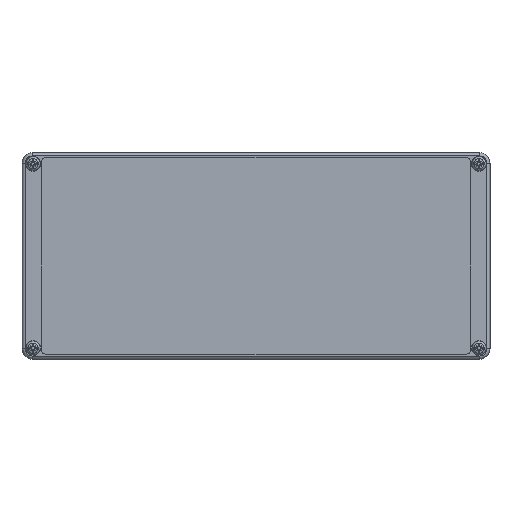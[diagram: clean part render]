
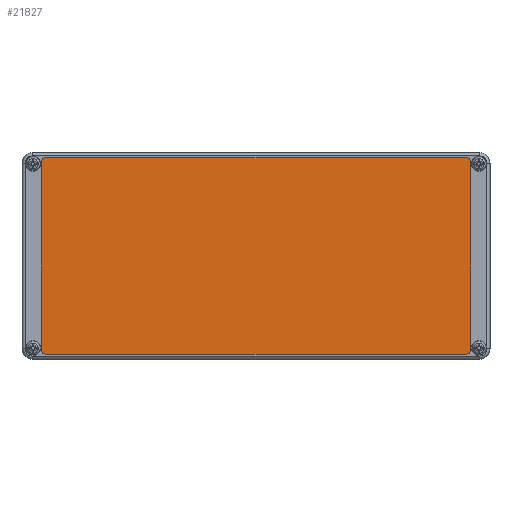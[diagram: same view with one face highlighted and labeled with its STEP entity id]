
A CAD part, top view. The second image highlights one B-rep face of the part: STEP entity #21827.
In plain terms, the highlighted face is planar.
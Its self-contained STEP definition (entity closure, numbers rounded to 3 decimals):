
#710=PLANE('',#24114);
#1638=CIRCLE('',#24108,3.5);
#1640=CIRCLE('',#24112,3.5);
#1642=CIRCLE('',#24115,3.5);
#1643=CIRCLE('',#24116,3.5);
#3711=FACE_OUTER_BOUND('',#5193,.T.);
#5193=EDGE_LOOP('',(#17080,#17081,#17082,#17083,#17084,#17085,#17086,#17087));
#6721=LINE('',#37869,#8064);
#6726=LINE('',#37883,#8069);
#6727=LINE('',#37885,#8070);
#6728=LINE('',#37889,#8071);
#8064=VECTOR('',#29357,10.);
#8069=VECTOR('',#29370,10.);
#8070=VECTOR('',#29371,10.);
#8071=VECTOR('',#29374,10.);
#9713=VERTEX_POINT('',#37859);
#9714=VERTEX_POINT('',#37860);
#9717=VERTEX_POINT('',#37868);
#9719=VERTEX_POINT('',#37874);
#9720=VERTEX_POINT('',#37875);
#9723=VERTEX_POINT('',#37884);
#9724=VERTEX_POINT('',#37886);
#9725=VERTEX_POINT('',#37888);
#12269=EDGE_CURVE('',#9713,#9714,#1638,.T.);
#12273=EDGE_CURVE('',#9713,#9717,#6721,.T.);
#12276=EDGE_CURVE('',#9719,#9720,#1640,.T.);
#12280=EDGE_CURVE('',#9719,#9714,#6726,.T.);
#12281=EDGE_CURVE('',#9723,#9720,#6727,.T.);
#12282=EDGE_CURVE('',#9723,#9724,#1642,.T.);
#12283=EDGE_CURVE('',#9725,#9724,#6728,.T.);
#12284=EDGE_CURVE('',#9725,#9717,#1643,.T.);
#17080=ORIENTED_EDGE('',*,*,#12269,.T.);
#17081=ORIENTED_EDGE('',*,*,#12280,.F.);
#17082=ORIENTED_EDGE('',*,*,#12276,.T.);
#17083=ORIENTED_EDGE('',*,*,#12281,.F.);
#17084=ORIENTED_EDGE('',*,*,#12282,.T.);
#17085=ORIENTED_EDGE('',*,*,#12283,.F.);
#17086=ORIENTED_EDGE('',*,*,#12284,.T.);
#17087=ORIENTED_EDGE('',*,*,#12273,.F.);
#21827=ADVANCED_FACE('',(#3711),#710,.F.);
#24108=AXIS2_PLACEMENT_3D('',#37861,#29349,#29350);
#24112=AXIS2_PLACEMENT_3D('',#37876,#29362,#29363);
#24114=AXIS2_PLACEMENT_3D('',#37882,#29368,#29369);
#24115=AXIS2_PLACEMENT_3D('',#37887,#29372,#29373);
#24116=AXIS2_PLACEMENT_3D('',#37890,#29375,#29376);
#29349=DIRECTION('center_axis',(0.,0.,-1.));
#29350=DIRECTION('ref_axis',(-0.707,0.707,0.));
#29357=DIRECTION('',(0.,-1.,0.));
#29362=DIRECTION('center_axis',(0.,0.,-1.));
#29363=DIRECTION('ref_axis',(0.707,0.707,0.));
#29368=DIRECTION('center_axis',(0.,0.,1.));
#29369=DIRECTION('ref_axis',(1.,0.,0.));
#29370=DIRECTION('',(-1.,0.,0.));
#29371=DIRECTION('',(0.,1.,0.));
#29372=DIRECTION('center_axis',(0.,0.,-1.));
#29373=DIRECTION('ref_axis',(0.707,-0.707,0.));
#29374=DIRECTION('',(1.,0.,0.));
#29375=DIRECTION('center_axis',(0.,0.,-1.));
#29376=DIRECTION('ref_axis',(-0.707,-0.707,0.));
#37859=CARTESIAN_POINT('',(-156.15,67.9,-19.1));
#37860=CARTESIAN_POINT('',(-152.65,71.4,-19.1));
#37861=CARTESIAN_POINT('Origin',(-152.65,67.9,-19.1));
#37868=CARTESIAN_POINT('',(-156.15,-67.9,-19.1));
#37869=CARTESIAN_POINT('',(-156.15,71.4,-19.1));
#37874=CARTESIAN_POINT('',(152.65,71.4,-19.1));
#37875=CARTESIAN_POINT('',(156.15,67.9,-19.1));
#37876=CARTESIAN_POINT('Origin',(152.65,67.9,-19.1));
#37882=CARTESIAN_POINT('Origin',(0.,0.,-19.1));
#37883=CARTESIAN_POINT('',(156.15,71.4,-19.1));
#37884=CARTESIAN_POINT('',(156.15,-67.9,-19.1));
#37885=CARTESIAN_POINT('',(156.15,-71.4,-19.1));
#37886=CARTESIAN_POINT('',(152.65,-71.4,-19.1));
#37887=CARTESIAN_POINT('Origin',(152.65,-67.9,-19.1));
#37888=CARTESIAN_POINT('',(-152.65,-71.4,-19.1));
#37889=CARTESIAN_POINT('',(-156.15,-71.4,-19.1));
#37890=CARTESIAN_POINT('Origin',(-152.65,-67.9,-19.1));
